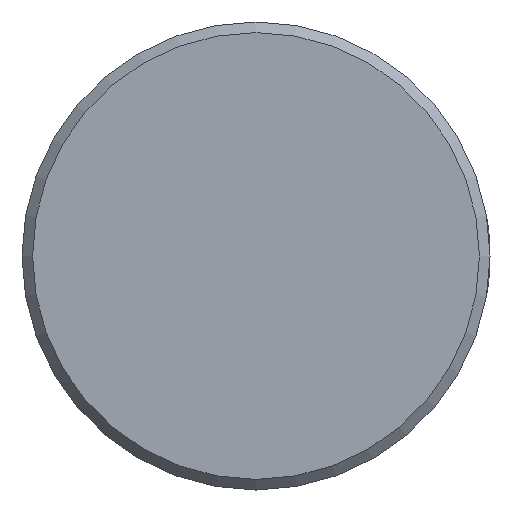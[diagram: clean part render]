
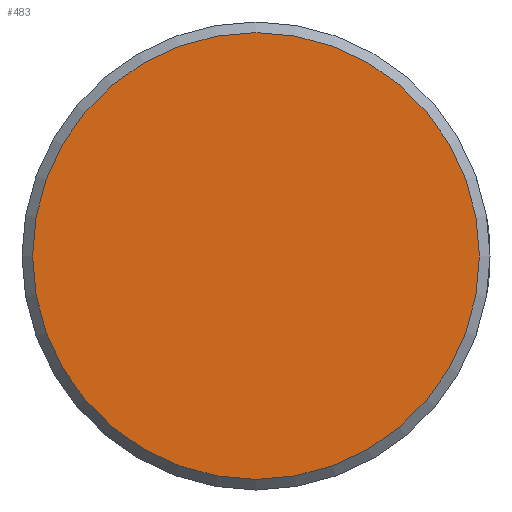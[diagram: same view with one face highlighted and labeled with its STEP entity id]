
A CAD part, front view. The second image highlights one B-rep face of the part: STEP entity #483.
In plain terms, the highlighted planar face has unit normal (0, -1, 0).
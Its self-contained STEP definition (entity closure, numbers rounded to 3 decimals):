
#56=PLANE('',#632);
#78=FACE_OUTER_BOUND('',#111,.T.);
#111=EDGE_LOOP('',(#365));
#151=CIRCLE('',#629,10.5);
#247=VERTEX_POINT('',#914);
#290=EDGE_CURVE('',#247,#247,#151,.T.);
#365=ORIENTED_EDGE('',*,*,#290,.F.);
#483=ADVANCED_FACE('',(#78),#56,.F.);
#629=AXIS2_PLACEMENT_3D('',#916,#709,#710);
#632=AXIS2_PLACEMENT_3D('',#922,#717,#718);
#709=DIRECTION('center_axis',(0.,1.,0.));
#710=DIRECTION('ref_axis',(1.,0.,0.));
#717=DIRECTION('center_axis',(0.,1.,0.));
#718=DIRECTION('ref_axis',(0.,0.,1.));
#914=CARTESIAN_POINT('',(-10.5,0.,0.));
#916=CARTESIAN_POINT('Origin',(0.,0.,0.));
#922=CARTESIAN_POINT('Origin',(0.,0.,0.));
